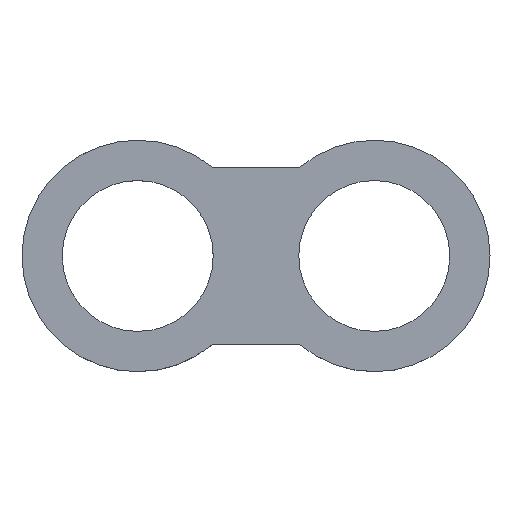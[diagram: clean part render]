
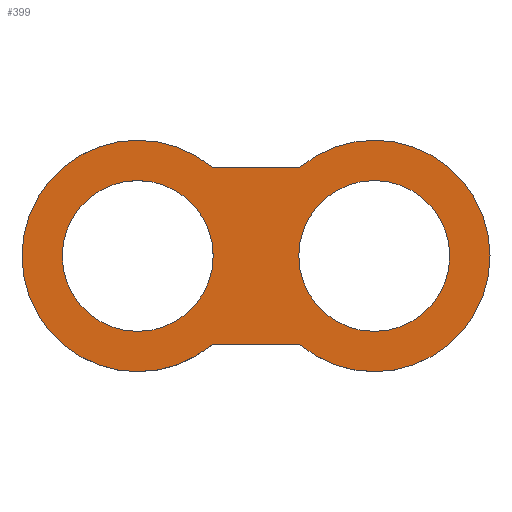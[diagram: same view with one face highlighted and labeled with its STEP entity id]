
A CAD part, top view. The second image highlights one B-rep face of the part: STEP entity #399.
In plain terms, the highlighted planar face has unit normal (0, 0, 1).
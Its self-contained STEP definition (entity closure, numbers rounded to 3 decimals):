
#3 = DIRECTION ( 'NONE',  ( 1., 0., 0. ) ) ;
#5 = ORIENTED_EDGE ( 'NONE', *, *, #226, .T. ) ;
#13 = VERTEX_POINT ( 'NONE', #478 ) ;
#19 = VERTEX_POINT ( 'NONE', #337 ) ;
#25 = EDGE_CURVE ( 'NONE', #463, #13, #251, .T. ) ;
#30 = DIRECTION ( 'NONE',  ( 1., 0., 0. ) ) ;
#32 = ORIENTED_EDGE ( 'NONE', *, *, #241, .F. ) ;
#38 = CARTESIAN_POINT ( 'NONE',  ( 220., 0., 25. ) ) ;
#46 = CARTESIAN_POINT ( 'NONE',  ( -250., 0., 25. ) ) ;
#56 = CARTESIAN_POINT ( 'NONE',  ( -100., 0., 25. ) ) ;
#61 = EDGE_CURVE ( 'NONE', #431, #249, #225, .T. ) ;
#69 = LINE ( 'NONE', #148, #327 ) ;
#80 = CARTESIAN_POINT ( 'NONE',  ( 220., 0., 25. ) ) ;
#81 = EDGE_LOOP ( 'NONE', ( #212, #339 ) ) ;
#86 = CARTESIAN_POINT ( 'NONE',  ( -101.825, -175.909, 25. ) ) ;
#98 = EDGE_CURVE ( 'NONE', #236, #452, #221, .T. ) ;
#99 = CARTESIAN_POINT ( 'NONE',  ( 220., 0., 25. ) ) ;
#110 = CIRCLE ( 'NONE', #475, 230. ) ;
#111 = CARTESIAN_POINT ( 'NONE',  ( 0., 0., 25. ) ) ;
#113 = DIRECTION ( 'NONE',  ( 0., 0., 1. ) ) ;
#120 = DIRECTION ( 'NONE',  ( 1., 0., 0. ) ) ;
#122 = DIRECTION ( 'NONE',  ( 1., 0., 0. ) ) ;
#130 = EDGE_LOOP ( 'NONE', ( #400, #162, #5, #32, #385, #435 ) ) ;
#131 = CARTESIAN_POINT ( 'NONE',  ( -101.825, 175.909, 25. ) ) ;
#135 = AXIS2_PLACEMENT_3D ( 'NONE', #265, #416, #3 ) ;
#136 = VERTEX_POINT ( 'NONE', #195 ) ;
#142 = EDGE_CURVE ( 'NONE', #452, #236, #411, .T. ) ;
#146 = AXIS2_PLACEMENT_3D ( 'NONE', #80, #231, #120 ) ;
#148 = CARTESIAN_POINT ( 'NONE',  ( 0., 175.909, 25. ) ) ;
#151 = CARTESIAN_POINT ( 'NONE',  ( -480., 0., 25. ) ) ;
#162 = ORIENTED_EDGE ( 'NONE', *, *, #61, .T. ) ;
#168 = CARTESIAN_POINT ( 'NONE',  ( 220., 0., 25. ) ) ;
#169 = VERTEX_POINT ( 'NONE', #489 ) ;
#170 = EDGE_CURVE ( 'NONE', #13, #463, #406, .T. ) ;
#173 = AXIS2_PLACEMENT_3D ( 'NONE', #46, #427, #349 ) ;
#195 = CARTESIAN_POINT ( 'NONE',  ( 71.825, 175.909, 25. ) ) ;
#196 = VECTOR ( 'NONE', #308, 1000. ) ;
#211 = EDGE_CURVE ( 'NONE', #431, #136, #69, .T. ) ;
#212 = ORIENTED_EDGE ( 'NONE', *, *, #170, .F. ) ;
#216 = AXIS2_PLACEMENT_3D ( 'NONE', #111, #262, #356 ) ;
#221 = CIRCLE ( 'NONE', #455, 150. ) ;
#222 = EDGE_CURVE ( 'NONE', #169, #19, #110, .T. ) ;
#224 = DIRECTION ( 'NONE',  ( 1., 0., 0. ) ) ;
#225 = CIRCLE ( 'NONE', #173, 230. ) ;
#226 = EDGE_CURVE ( 'NONE', #249, #374, #392, .T. ) ;
#231 = DIRECTION ( 'NONE',  ( 0., 0., 1. ) ) ;
#235 = DIRECTION ( 'NONE',  ( 0., 0., 1. ) ) ;
#236 = VERTEX_POINT ( 'NONE', #342 ) ;
#237 = FACE_BOUND ( 'NONE', #278, .T. ) ;
#241 = EDGE_CURVE ( 'NONE', #169, #374, #303, .T. ) ;
#249 = VERTEX_POINT ( 'NONE', #151 ) ;
#251 = CIRCLE ( 'NONE', #273, 150. ) ;
#260 = AXIS2_PLACEMENT_3D ( 'NONE', #99, #448, #30 ) ;
#262 = DIRECTION ( 'NONE',  ( 0., 0., 1. ) ) ;
#265 = CARTESIAN_POINT ( 'NONE',  ( -250., 0., 25. ) ) ;
#270 = EDGE_CURVE ( 'NONE', #19, #136, #465, .T. ) ;
#273 = AXIS2_PLACEMENT_3D ( 'NONE', #168, #235, #352 ) ;
#278 = EDGE_LOOP ( 'NONE', ( #388, #423 ) ) ;
#298 = PLANE ( 'NONE',  #216 ) ;
#303 = LINE ( 'NONE', #415, #196 ) ;
#308 = DIRECTION ( 'NONE',  ( -1., 0., 0. ) ) ;
#314 = FACE_BOUND ( 'NONE', #81, .T. ) ;
#327 = VECTOR ( 'NONE', #224, 1000. ) ;
#333 = DIRECTION ( 'NONE',  ( 0., 0., 1. ) ) ;
#337 = CARTESIAN_POINT ( 'NONE',  ( 450., 0., 25. ) ) ;
#338 = AXIS2_PLACEMENT_3D ( 'NONE', #454, #113, #380 ) ;
#339 = ORIENTED_EDGE ( 'NONE', *, *, #25, .F. ) ;
#342 = CARTESIAN_POINT ( 'NONE',  ( -400., 0., 25. ) ) ;
#343 = CARTESIAN_POINT ( 'NONE',  ( -250., 0., 25. ) ) ;
#349 = DIRECTION ( 'NONE',  ( 1., 0., 0. ) ) ;
#352 = DIRECTION ( 'NONE',  ( 1., 0., 0. ) ) ;
#356 = DIRECTION ( 'NONE',  ( 1., 0., 0. ) ) ;
#358 = CARTESIAN_POINT ( 'NONE',  ( 70., 0., 25. ) ) ;
#374 = VERTEX_POINT ( 'NONE', #86 ) ;
#380 = DIRECTION ( 'NONE',  ( 1., 0., 0. ) ) ;
#385 = ORIENTED_EDGE ( 'NONE', *, *, #222, .T. ) ;
#388 = ORIENTED_EDGE ( 'NONE', *, *, #142, .F. ) ;
#392 = CIRCLE ( 'NONE', #338, 230. ) ;
#399 = ADVANCED_FACE ( 'NONE', ( #424, #237, #314 ), #298, .T. ) ;
#400 = ORIENTED_EDGE ( 'NONE', *, *, #211, .F. ) ;
#406 = CIRCLE ( 'NONE', #260, 150. ) ;
#411 = CIRCLE ( 'NONE', #135, 150. ) ;
#415 = CARTESIAN_POINT ( 'NONE',  ( 0., -175.909, 25. ) ) ;
#416 = DIRECTION ( 'NONE',  ( 0., 0., 1. ) ) ;
#423 = ORIENTED_EDGE ( 'NONE', *, *, #98, .F. ) ;
#424 = FACE_OUTER_BOUND ( 'NONE', #130, .T. ) ;
#427 = DIRECTION ( 'NONE',  ( 0., 0., 1. ) ) ;
#431 = VERTEX_POINT ( 'NONE', #131 ) ;
#435 = ORIENTED_EDGE ( 'NONE', *, *, #270, .T. ) ;
#448 = DIRECTION ( 'NONE',  ( 0., 0., 1. ) ) ;
#452 = VERTEX_POINT ( 'NONE', #56 ) ;
#454 = CARTESIAN_POINT ( 'NONE',  ( -250., 0., 25. ) ) ;
#455 = AXIS2_PLACEMENT_3D ( 'NONE', #343, #460, #122 ) ;
#460 = DIRECTION ( 'NONE',  ( 0., 0., 1. ) ) ;
#462 = DIRECTION ( 'NONE',  ( 1., 0., 0. ) ) ;
#463 = VERTEX_POINT ( 'NONE', #358 ) ;
#465 = CIRCLE ( 'NONE', #146, 230. ) ;
#475 = AXIS2_PLACEMENT_3D ( 'NONE', #38, #333, #462 ) ;
#478 = CARTESIAN_POINT ( 'NONE',  ( 370., 0., 25. ) ) ;
#489 = CARTESIAN_POINT ( 'NONE',  ( 71.825, -175.909, 25. ) ) ;
